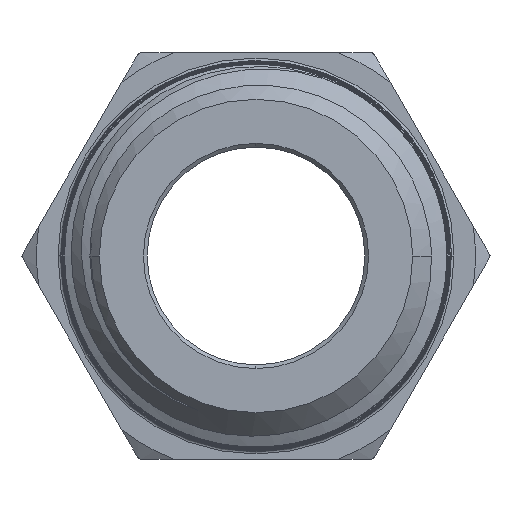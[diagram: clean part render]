
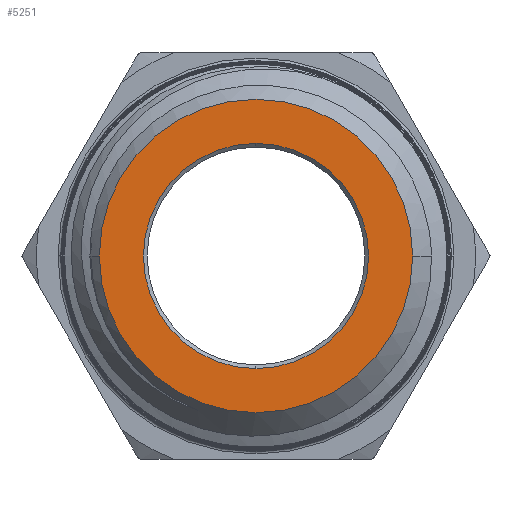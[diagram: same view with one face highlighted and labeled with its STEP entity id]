
A CAD part, left-side view. The second image highlights one B-rep face of the part: STEP entity #5251.
In plain terms, the highlighted planar face has unit normal (-1, 0, 0).
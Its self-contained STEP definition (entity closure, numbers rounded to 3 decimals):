
#1737=CARTESIAN_POINT('',(-15.85,0.,0.));
#1738=DIRECTION('',(1.,0.,0.));
#1739=DIRECTION('',(0.,-1.,0.));
#1740=AXIS2_PLACEMENT_3D('',#1737,#1738,#1739);
#1742=CARTESIAN_POINT('',(-15.85,0.,0.));
#1743=DIRECTION('',(1.,0.,0.));
#1744=DIRECTION('',(0.,1.,0.));
#1745=AXIS2_PLACEMENT_3D('',#1742,#1743,#1744);
#1747=CARTESIAN_POINT('',(-15.85,0.,0.));
#1748=DIRECTION('',(1.,0.,0.));
#1749=DIRECTION('',(0.,0.,1.));
#1750=AXIS2_PLACEMENT_3D('',#1747,#1748,#1749);
#1752=CARTESIAN_POINT('',(-15.85,0.,0.));
#1753=DIRECTION('',(1.,0.,0.));
#1754=DIRECTION('',(0.,0.,-1.));
#1755=AXIS2_PLACEMENT_3D('',#1752,#1753,#1754);
#3163=CARTESIAN_POINT('',(-15.85,-8.56,0.));
#3164=CARTESIAN_POINT('',(-15.85,8.56,0.));
#3165=VERTEX_POINT('',#3163);
#3166=VERTEX_POINT('',#3164);
#3175=CARTESIAN_POINT('',(-15.85,0.,6.15));
#3176=CARTESIAN_POINT('',(-15.85,0.,-6.15));
#3177=VERTEX_POINT('',#3175);
#3178=VERTEX_POINT('',#3176);
#5236=CARTESIAN_POINT('',(-15.85,0.,0.));
#5237=DIRECTION('',(1.,0.,0.));
#5238=DIRECTION('',(0.,-1.,0.));
#5239=AXIS2_PLACEMENT_3D('',#5236,#5237,#5238);
#5240=PLANE('',#5239);
#5241=ORIENTED_EDGE('',*,*,#4589,.T.);
#5242=ORIENTED_EDGE('',*,*,#5228,.T.);
#5243=EDGE_LOOP('',(#5241,#5242));
#5244=FACE_OUTER_BOUND('',#5243,.F.);
#5246=ORIENTED_EDGE('',*,*,#5245,.F.);
#5248=ORIENTED_EDGE('',*,*,#5247,.F.);
#5249=EDGE_LOOP('',(#5246,#5248));
#5250=FACE_BOUND('',#5249,.F.);
#1741=CIRCLE('',#1740,8.56);
#1746=CIRCLE('',#1745,8.56);
#1751=CIRCLE('',#1750,6.15);
#1756=CIRCLE('',#1755,6.15);
#4589=EDGE_CURVE('',#3165,#3166,#1741,.T.);
#5228=EDGE_CURVE('',#3166,#3165,#1746,.T.);
#5245=EDGE_CURVE('',#3177,#3178,#1751,.T.);
#5247=EDGE_CURVE('',#3178,#3177,#1756,.T.);
#5251=ADVANCED_FACE('',(#5244,#5250),#5240,.F.);
